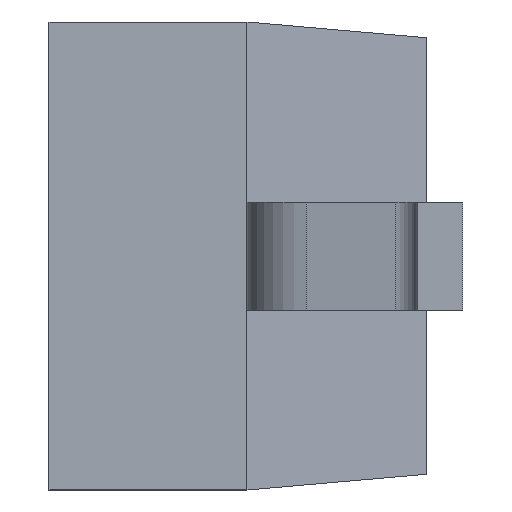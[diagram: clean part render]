
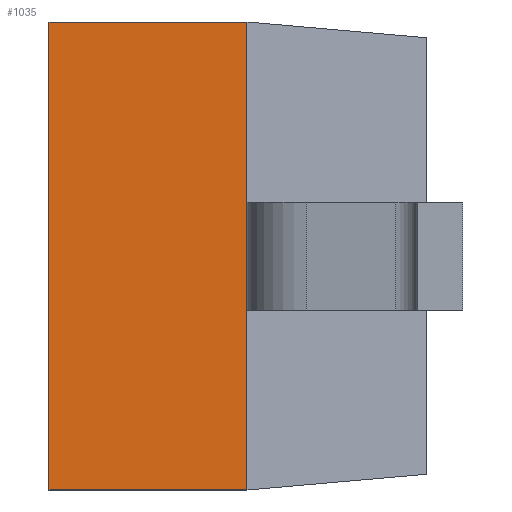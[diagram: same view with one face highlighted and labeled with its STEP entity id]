
A CAD part, left-side view. The second image highlights one B-rep face of the part: STEP entity #1035.
In plain terms, the highlighted planar face has unit normal (-1, 0, 0).
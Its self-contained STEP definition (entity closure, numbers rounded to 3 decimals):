
#53 = VERTEX_POINT ( 'NONE', #1313 ) ;
#153 = ORIENTED_EDGE ( 'NONE', *, *, #643, .T. ) ;
#162 = ORIENTED_EDGE ( 'NONE', *, *, #918, .F. ) ;
#237 = LINE ( 'NONE', #340, #551 ) ;
#307 = VECTOR ( 'NONE', #1107, 1000. ) ;
#340 = CARTESIAN_POINT ( 'NONE',  ( -0.888, 1.15, 0.65 ) ) ;
#474 = CARTESIAN_POINT ( 'NONE',  ( -0.888, 1.15, -0.65 ) ) ;
#488 = AXIS2_PLACEMENT_3D ( 'NONE', #879, #1116, #540 ) ;
#491 = VECTOR ( 'NONE', #671, 1000. ) ;
#539 = VERTEX_POINT ( 'NONE', #1000 ) ;
#540 = DIRECTION ( 'NONE',  ( 0., 0., -1. ) ) ;
#551 = VECTOR ( 'NONE', #675, 1000. ) ;
#643 = EDGE_CURVE ( 'NONE', #1243, #1300, #696, .T. ) ;
#661 = LINE ( 'NONE', #738, #1149 ) ;
#671 = DIRECTION ( 'NONE',  ( 0., -1., 0. ) ) ;
#675 = DIRECTION ( 'NONE',  ( 0., 0., 1. ) ) ;
#696 = LINE ( 'NONE', #1238, #491 ) ;
#705 = EDGE_CURVE ( 'NONE', #1243, #539, #237, .T. ) ;
#738 = CARTESIAN_POINT ( 'NONE',  ( -0.888, 4.5, 0.65 ) ) ;
#879 = CARTESIAN_POINT ( 'NONE',  ( -0.888, 4.5, 0.65 ) ) ;
#887 = PLANE ( 'NONE',  #488 ) ;
#918 = EDGE_CURVE ( 'NONE', #539, #53, #661, .T. ) ;
#922 = ORIENTED_EDGE ( 'NONE', *, *, #1434, .T. ) ;
#1000 = CARTESIAN_POINT ( 'NONE',  ( -0.888, 1.15, 0.65 ) ) ;
#1006 = FACE_OUTER_BOUND ( 'NONE', #1262, .T. ) ;
#1035 = ADVANCED_FACE ( 'NONE', ( #1006 ), #887, .F. ) ;
#1093 = LINE ( 'NONE', #1321, #307 ) ;
#1107 = DIRECTION ( 'NONE',  ( 0., 0., 1. ) ) ;
#1116 = DIRECTION ( 'NONE',  ( 1., 0., 0. ) ) ;
#1149 = VECTOR ( 'NONE', #1421, 1000. ) ;
#1238 = CARTESIAN_POINT ( 'NONE',  ( -0.888, 4.5, -0.65 ) ) ;
#1243 = VERTEX_POINT ( 'NONE', #474 ) ;
#1262 = EDGE_LOOP ( 'NONE', ( #1294, #153, #922, #162 ) ) ;
#1294 = ORIENTED_EDGE ( 'NONE', *, *, #705, .F. ) ;
#1300 = VERTEX_POINT ( 'NONE', #1414 ) ;
#1313 = CARTESIAN_POINT ( 'NONE',  ( -0.888, 0.6, 0.65 ) ) ;
#1321 = CARTESIAN_POINT ( 'NONE',  ( -0.888, 0.6, 0.65 ) ) ;
#1414 = CARTESIAN_POINT ( 'NONE',  ( -0.888, 0.6, -0.65 ) ) ;
#1421 = DIRECTION ( 'NONE',  ( 0., -1., 0. ) ) ;
#1434 = EDGE_CURVE ( 'NONE', #1300, #53, #1093, .T. ) ;
